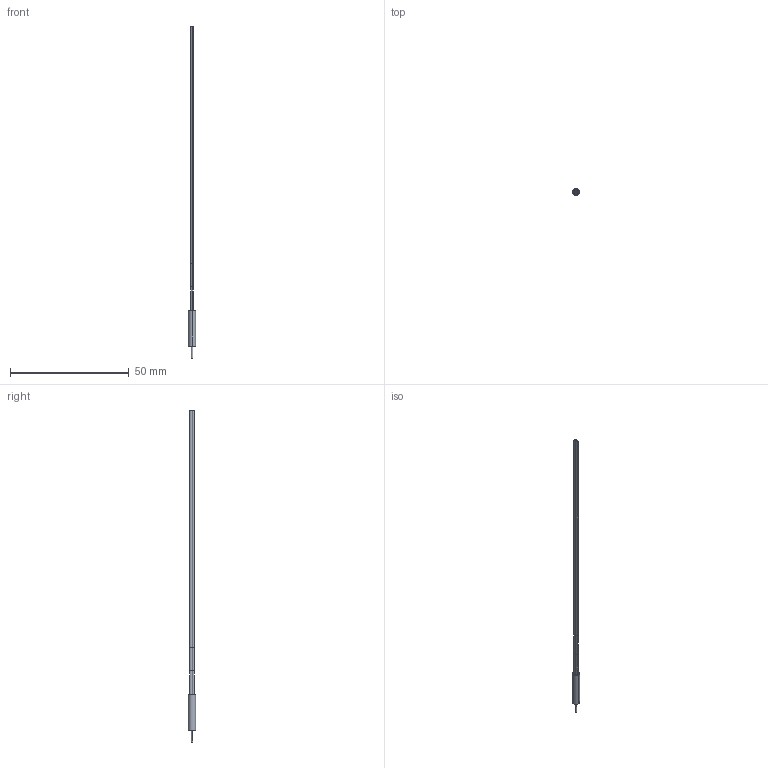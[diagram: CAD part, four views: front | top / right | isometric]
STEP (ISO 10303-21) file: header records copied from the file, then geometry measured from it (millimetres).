
FILE_DESCRIPTION((''),'2;1');
FILE_NAME('188728_ASM','2018-08-28T',('pdmadmin'),('BANNER ENGINEERING'),'CREO PARAMETRIC BY PTC INC, 2016260','CREO PARAMETRIC BY PTC INC, 2016260','');
FILE_SCHEMA(('CONFIG_CONTROL_DESIGN'));
Length unit declared in the file: inch
Products named in the file (6): 39614; 30800; 39613; FIBER_CORE_-25_010; 188728_WEB_ASM; 188728_ASM
Assembly tree (7 placements, depth 3):
  188728_ASM
    188728_WEB_ASM
      39614
      30800  x2
      39613
      FIBER_CORE_-25_010  x2
Bounding box: 3 x 3 x 139.99 mm (x, y, z)
Volume: 272.2 mm3; surface area: 1232 mm2
Topology: 6 solids, 8 shells, 56 faces, 108 edges, 64 vertices
Faces by surface type: cylinder 32, plane 12, bspline 8, cone 4
Entity records: 1347 total; most frequent: CARTESIAN_POINT 361, DIRECTION 224, ORIENTED_EDGE 144, AXIS2_PLACEMENT_3D 99, EDGE_CURVE 74, VERTEX_POINT 44, CIRCLE 44, EDGE_LOOP 42
